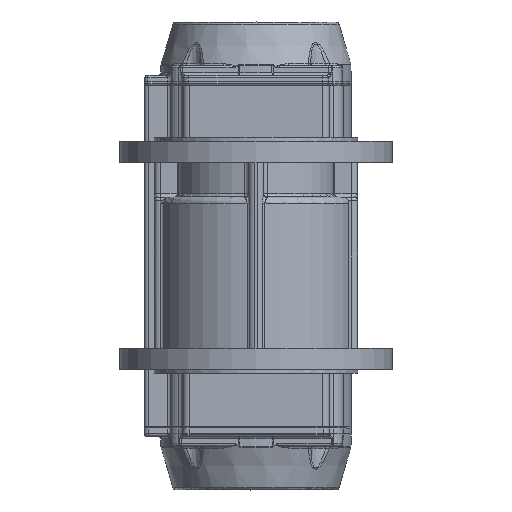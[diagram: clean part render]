
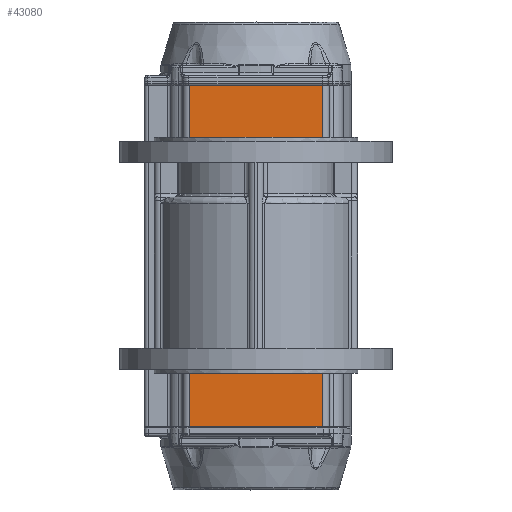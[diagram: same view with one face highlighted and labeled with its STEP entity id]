
A CAD part, top view. The second image highlights one B-rep face of the part: STEP entity #43080.
In plain terms, the highlighted face is planar.
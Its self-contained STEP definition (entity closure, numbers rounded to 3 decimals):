
#1877=CIRCLE('',#46222,4.188);
#1878=CIRCLE('',#46223,4.188);
#1879=CIRCLE('',#46224,4.188);
#1880=CIRCLE('',#46225,4.188);
#1881=CIRCLE('',#46226,5.053);
#1882=CIRCLE('',#46227,5.053);
#1883=CIRCLE('',#46228,5.053);
#1884=CIRCLE('',#46229,5.053);
#1885=CIRCLE('',#46230,32.481);
#8448=ORIENTED_EDGE('',*,*,#19508,.F.);
#8449=ORIENTED_EDGE('',*,*,#19507,.T.);
#8450=ORIENTED_EDGE('',*,*,#19509,.T.);
#8451=ORIENTED_EDGE('',*,*,#19510,.F.);
#8452=ORIENTED_EDGE('',*,*,#19511,.T.);
#8453=ORIENTED_EDGE('',*,*,#19512,.T.);
#8454=ORIENTED_EDGE('',*,*,#19513,.T.);
#8455=ORIENTED_EDGE('',*,*,#19514,.T.);
#8456=ORIENTED_EDGE('',*,*,#19515,.T.);
#8457=ORIENTED_EDGE('',*,*,#19516,.T.);
#8458=ORIENTED_EDGE('',*,*,#19517,.T.);
#8459=ORIENTED_EDGE('',*,*,#19518,.T.);
#8460=ORIENTED_EDGE('',*,*,#19519,.T.);
#19507=EDGE_CURVE('',#25231,#25232,#29011,.T.);
#19508=EDGE_CURVE('',#25231,#25233,#29012,.T.);
#19509=EDGE_CURVE('',#25232,#25234,#29013,.T.);
#19510=EDGE_CURVE('',#25233,#25234,#29014,.T.);
#19511=EDGE_CURVE('',#25235,#25235,#1877,.T.);
#19512=EDGE_CURVE('',#25236,#25236,#1878,.T.);
#19513=EDGE_CURVE('',#25237,#25237,#1879,.T.);
#19514=EDGE_CURVE('',#25238,#25238,#1880,.T.);
#19515=EDGE_CURVE('',#25239,#25239,#1881,.T.);
#19516=EDGE_CURVE('',#25240,#25240,#1882,.T.);
#19517=EDGE_CURVE('',#25241,#25241,#1883,.T.);
#19518=EDGE_CURVE('',#25242,#25242,#1884,.T.);
#19519=EDGE_CURVE('',#25243,#25243,#1885,.T.);
#25231=VERTEX_POINT('',#64331);
#25232=VERTEX_POINT('',#64333);
#25233=VERTEX_POINT('',#64337);
#25234=VERTEX_POINT('',#64339);
#25235=VERTEX_POINT('',#64342);
#25236=VERTEX_POINT('',#64344);
#25237=VERTEX_POINT('',#64346);
#25238=VERTEX_POINT('',#64348);
#25239=VERTEX_POINT('',#64350);
#25240=VERTEX_POINT('',#64352);
#25241=VERTEX_POINT('',#64354);
#25242=VERTEX_POINT('',#64356);
#25243=VERTEX_POINT('',#64358);
#29011=LINE('',#64334,#31457);
#29012=LINE('',#64336,#31458);
#29013=LINE('',#64338,#31459);
#29014=LINE('',#64340,#31460);
#31457=VECTOR('',#51969,1000.);
#31458=VECTOR('',#51972,1000.);
#31459=VECTOR('',#51973,1000.);
#31460=VECTOR('',#51974,1000.);
#33908=EDGE_LOOP('',(#8448,#8449,#8450,#8451));
#33909=EDGE_LOOP('',(#8452));
#33910=EDGE_LOOP('',(#8453));
#33911=EDGE_LOOP('',(#8454));
#33912=EDGE_LOOP('',(#8455));
#33913=EDGE_LOOP('',(#8456));
#33914=EDGE_LOOP('',(#8457));
#33915=EDGE_LOOP('',(#8458));
#33916=EDGE_LOOP('',(#8459));
#33917=EDGE_LOOP('',(#8460));
#37014=FACE_BOUND('',#33908,.T.);
#37015=FACE_BOUND('',#33909,.T.);
#37016=FACE_BOUND('',#33910,.T.);
#37017=FACE_BOUND('',#33911,.T.);
#37018=FACE_BOUND('',#33912,.T.);
#37019=FACE_BOUND('',#33913,.T.);
#37020=FACE_BOUND('',#33914,.T.);
#37021=FACE_BOUND('',#33915,.T.);
#37022=FACE_BOUND('',#33916,.T.);
#37023=FACE_BOUND('',#33917,.T.);
#39719=PLANE('',#46221);
#43080=ADVANCED_FACE('',(#37014,#37015,#37016,#37017,#37018,#37019,#37020,
#37021,#37022,#37023),#39719,.T.);
#46221=AXIS2_PLACEMENT_3D('',#64335,#51970,#51971);
#46222=AXIS2_PLACEMENT_3D('',#64341,#51975,#51976);
#46223=AXIS2_PLACEMENT_3D('',#64343,#51977,#51978);
#46224=AXIS2_PLACEMENT_3D('',#64345,#51979,#51980);
#46225=AXIS2_PLACEMENT_3D('',#64347,#51981,#51982);
#46226=AXIS2_PLACEMENT_3D('',#64349,#51983,#51984);
#46227=AXIS2_PLACEMENT_3D('',#64351,#51985,#51986);
#46228=AXIS2_PLACEMENT_3D('',#64353,#51987,#51988);
#46229=AXIS2_PLACEMENT_3D('',#64355,#51989,#51990);
#46230=AXIS2_PLACEMENT_3D('',#64357,#51991,#51992);
#51969=DIRECTION('',(0.,0.,-1.));
#51970=DIRECTION('',(0.,-1.,0.));
#51971=DIRECTION('',(0.,0.,-1.));
#51972=DIRECTION('',(1.,0.,0.));
#51973=DIRECTION('',(1.,0.,0.));
#51974=DIRECTION('',(0.,0.,-1.));
#51975=DIRECTION('',(0.,1.,0.));
#51976=DIRECTION('',(0.,0.,-1.));
#51977=DIRECTION('',(0.,1.,0.));
#51978=DIRECTION('',(0.,0.,-1.));
#51979=DIRECTION('',(0.,1.,0.));
#51980=DIRECTION('',(0.,0.,-1.));
#51981=DIRECTION('',(0.,1.,0.));
#51982=DIRECTION('',(0.,0.,-1.));
#51983=DIRECTION('',(0.,1.,0.));
#51984=DIRECTION('',(0.,0.,-1.));
#51985=DIRECTION('',(0.,1.,0.));
#51986=DIRECTION('',(0.,0.,-1.));
#51987=DIRECTION('',(0.,1.,0.));
#51988=DIRECTION('',(0.,0.,-1.));
#51989=DIRECTION('',(0.,1.,0.));
#51990=DIRECTION('',(0.,0.,-1.));
#51991=DIRECTION('',(0.,1.,0.));
#51992=DIRECTION('',(0.,0.,-1.));
#64331=CARTESIAN_POINT('',(-54.,-89.,275.));
#64333=CARTESIAN_POINT('',(-54.,-89.,0.));
#64334=CARTESIAN_POINT('',(-54.,-89.,0.));
#64335=CARTESIAN_POINT('',(-54.,-89.,0.));
#64336=CARTESIAN_POINT('',(8.781,-89.,275.));
#64337=CARTESIAN_POINT('',(54.,-89.,275.));
#64338=CARTESIAN_POINT('',(8.781,-89.,0.));
#64339=CARTESIAN_POINT('',(54.,-89.,0.));
#64340=CARTESIAN_POINT('',(54.,-89.,0.));
#64341=CARTESIAN_POINT('',(36.062,-89.,173.562));
#64342=CARTESIAN_POINT('',(36.062,-89.,169.374));
#64343=CARTESIAN_POINT('',(-36.062,-89.,173.562));
#64344=CARTESIAN_POINT('',(-36.062,-89.,169.374));
#64345=CARTESIAN_POINT('',(-36.062,-89.,101.438));
#64346=CARTESIAN_POINT('',(-36.062,-89.,97.25));
#64347=CARTESIAN_POINT('',(36.062,-89.,101.438));
#64348=CARTESIAN_POINT('',(36.062,-89.,97.25));
#64349=CARTESIAN_POINT('',(-44.194,-89.,181.694));
#64350=CARTESIAN_POINT('',(-44.194,-89.,176.641));
#64351=CARTESIAN_POINT('',(-44.194,-89.,93.306));
#64352=CARTESIAN_POINT('',(-44.194,-89.,88.253));
#64353=CARTESIAN_POINT('',(44.194,-89.,93.306));
#64354=CARTESIAN_POINT('',(44.194,-89.,88.253));
#64355=CARTESIAN_POINT('',(44.194,-89.,181.694));
#64356=CARTESIAN_POINT('',(44.194,-89.,176.641));
#64357=CARTESIAN_POINT('',(0.,-89.,137.5));
#64358=CARTESIAN_POINT('',(0.,-89.,105.019));
